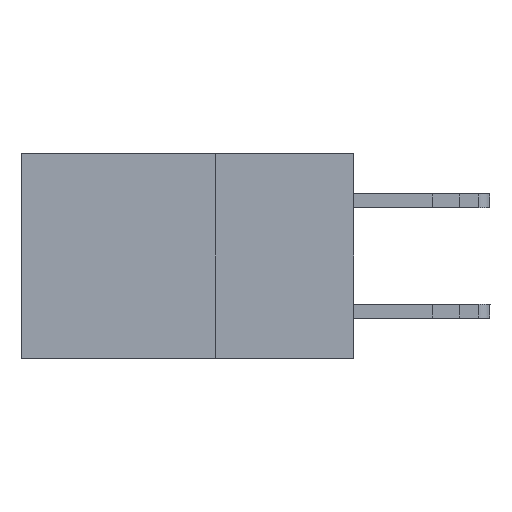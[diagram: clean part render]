
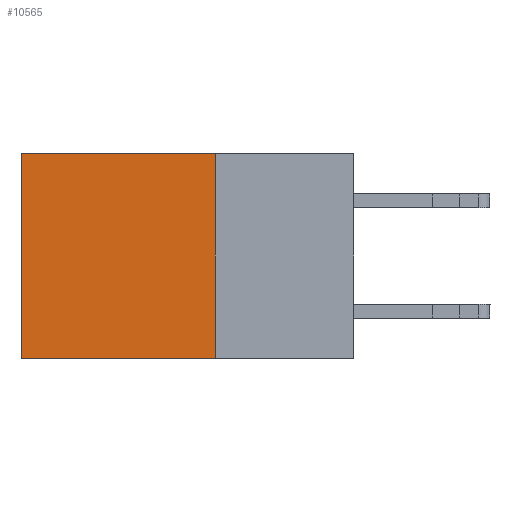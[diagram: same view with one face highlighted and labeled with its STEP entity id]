
A CAD part, left-side view. The second image highlights one B-rep face of the part: STEP entity #10565.
In plain terms, the highlighted planar face has unit normal (-1, 0, 0).
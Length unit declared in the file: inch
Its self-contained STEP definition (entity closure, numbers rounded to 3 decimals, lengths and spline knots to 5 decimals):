
#94 = VECTOR ( 'NONE', #5965, 39.37008 ) ;
#278 = CARTESIAN_POINT ( 'NONE',  ( 0.2875, 0.25, 0. ) ) ;
#1501 = LINE ( 'NONE', #8604, #4601 ) ;
#2326 = LINE ( 'NONE', #11982, #17128 ) ;
#2458 = EDGE_CURVE ( 'NONE', #9810, #16593, #2326, .T. ) ;
#3194 = EDGE_CURVE ( 'NONE', #9188, #10198, #1501, .T. ) ;
#4129 = DIRECTION ( 'NONE',  ( 1., 0., 0. ) ) ;
#4462 = EDGE_CURVE ( 'NONE', #9810, #9188, #13822, .T. ) ;
#4601 = VECTOR ( 'NONE', #6881, 39.37008 ) ;
#4704 = ORIENTED_EDGE ( 'NONE', *, *, #4462, .T. ) ;
#4899 = VECTOR ( 'NONE', #11283, 39.37008 ) ;
#5152 = ORIENTED_EDGE ( 'NONE', *, *, #2458, .F. ) ;
#5335 = DIRECTION ( 'NONE',  ( 0., 0., -1. ) ) ;
#5965 = DIRECTION ( 'NONE',  ( 0., 1., 0. ) ) ;
#6881 = DIRECTION ( 'NONE',  ( 0., 0., -1. ) ) ;
#7118 = FACE_OUTER_BOUND ( 'NONE', #8523, .T. ) ;
#7381 = CARTESIAN_POINT ( 'NONE',  ( 0.2875, 0.25, -0.37 ) ) ;
#7484 = ORIENTED_EDGE ( 'NONE', *, *, #13927, .F. ) ;
#8511 = DIRECTION ( 'NONE',  ( 0., 0., -1. ) ) ;
#8523 = EDGE_LOOP ( 'NONE', ( #11463, #7484, #5152, #4704 ) ) ;
#8604 = CARTESIAN_POINT ( 'NONE',  ( 0.2875, 0.6, 0. ) ) ;
#9188 = VERTEX_POINT ( 'NONE', #10957 ) ;
#9271 = CARTESIAN_POINT ( 'NONE',  ( 0.2875, 0.6, -0.37 ) ) ;
#9643 = PLANE ( 'NONE',  #16223 ) ;
#9810 = VERTEX_POINT ( 'NONE', #13952 ) ;
#10198 = VERTEX_POINT ( 'NONE', #9271 ) ;
#10565 = ADVANCED_FACE ( 'NONE', ( #7118 ), #9643, .F. ) ;
#10957 = CARTESIAN_POINT ( 'NONE',  ( 0.2875, 0.6, 0. ) ) ;
#11191 = CARTESIAN_POINT ( 'NONE',  ( 0.2875, 0.25, 0. ) ) ;
#11283 = DIRECTION ( 'NONE',  ( 0., 1., 0. ) ) ;
#11463 = ORIENTED_EDGE ( 'NONE', *, *, #3194, .T. ) ;
#11982 = CARTESIAN_POINT ( 'NONE',  ( 0.2875, 0.25, 0. ) ) ;
#12702 = LINE ( 'NONE', #13935, #94 ) ;
#13822 = LINE ( 'NONE', #11191, #4899 ) ;
#13927 = EDGE_CURVE ( 'NONE', #16593, #10198, #12702, .T. ) ;
#13935 = CARTESIAN_POINT ( 'NONE',  ( 0.2875, 0.25, -0.37 ) ) ;
#13952 = CARTESIAN_POINT ( 'NONE',  ( 0.2875, 0.25, 0. ) ) ;
#16223 = AXIS2_PLACEMENT_3D ( 'NONE', #278, #4129, #8511 ) ;
#16593 = VERTEX_POINT ( 'NONE', #7381 ) ;
#17128 = VECTOR ( 'NONE', #5335, 39.37008 ) ;
